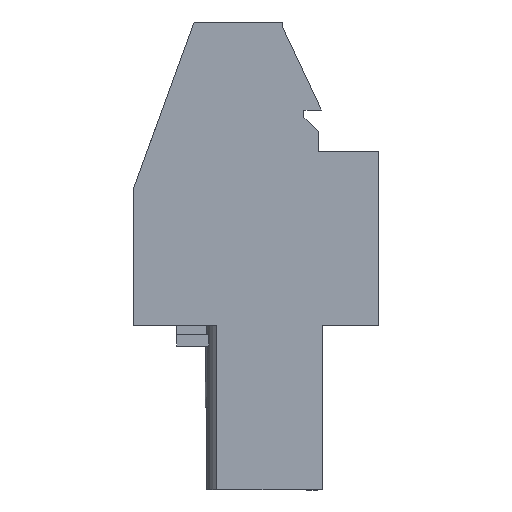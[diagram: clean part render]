
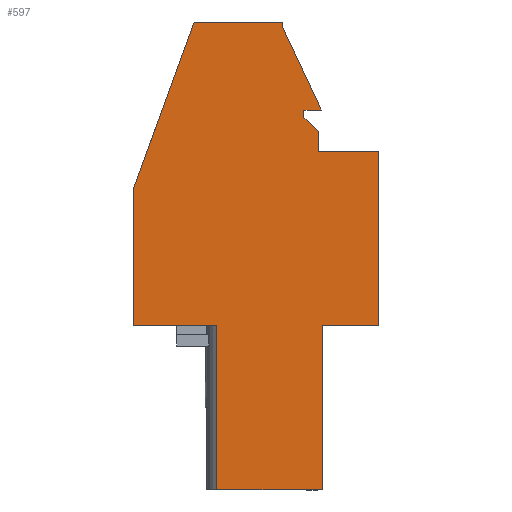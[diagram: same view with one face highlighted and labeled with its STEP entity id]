
A CAD part, left-side view. The second image highlights one B-rep face of the part: STEP entity #597.
In plain terms, the highlighted planar face has unit normal (-1, 0, 0).
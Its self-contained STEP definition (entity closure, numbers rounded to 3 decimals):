
#481=AXIS2_PLACEMENT_3D('Plane Axis2P3D',#478,#479,#480) ;
#49=CARTESIAN_POINT('Vertex',(0.,2.711,7.95)) ;
#52=CARTESIAN_POINT('Line Origine',(0.,2.711,3.975)) ;
#56=CARTESIAN_POINT('Vertex',(0.,2.711,0.)) ;
#107=CARTESIAN_POINT('Line Origine',(0.,1.356,7.95)) ;
#111=CARTESIAN_POINT('Vertex',(0.,0.,7.95)) ;
#478=CARTESIAN_POINT('Axis2P3D Location',(0.,12.132,0.)) ;
#483=CARTESIAN_POINT('Line Origine',(0.,5.261,0.)) ;
#487=CARTESIAN_POINT('Vertex',(0.,7.811,0.)) ;
#490=CARTESIAN_POINT('Line Origine',(0.,0.,12.15)) ;
#494=CARTESIAN_POINT('Vertex',(0.,0.,16.35)) ;
#497=CARTESIAN_POINT('Line Origine',(0.,1.45,16.35)) ;
#501=CARTESIAN_POINT('Vertex',(0.,2.9,16.35)) ;
#504=CARTESIAN_POINT('Line Origine',(0.,2.9,16.825)) ;
#508=CARTESIAN_POINT('Vertex',(0.,2.9,17.3)) ;
#511=CARTESIAN_POINT('Line Origine',(0.,3.25,17.65)) ;
#515=CARTESIAN_POINT('Vertex',(0.,3.6,18.)) ;
#518=CARTESIAN_POINT('Line Origine',(0.,3.6,18.175)) ;
#522=CARTESIAN_POINT('Vertex',(0.,3.6,18.35)) ;
#525=CARTESIAN_POINT('Line Origine',(0.,3.18,18.35)) ;
#529=CARTESIAN_POINT('Vertex',(0.,2.76,18.35)) ;
#532=CARTESIAN_POINT('Line Origine',(0.,3.704,20.375)) ;
#536=CARTESIAN_POINT('Vertex',(0.,4.649,22.4)) ;
#539=CARTESIAN_POINT('Line Origine',(0.,4.649,22.5)) ;
#543=CARTESIAN_POINT('Vertex',(0.,4.649,22.6)) ;
#546=CARTESIAN_POINT('Line Origine',(0.,6.778,22.6)) ;
#550=CARTESIAN_POINT('Vertex',(0.,8.908,22.6)) ;
#553=CARTESIAN_POINT('Line Origine',(0.,10.369,18.586)) ;
#557=CARTESIAN_POINT('Vertex',(0.,11.83,14.572)) ;
#560=CARTESIAN_POINT('Line Origine',(0.,11.83,11.261)) ;
#564=CARTESIAN_POINT('Vertex',(0.,11.83,7.95)) ;
#567=CARTESIAN_POINT('Line Origine',(0.,9.821,7.95)) ;
#571=CARTESIAN_POINT('Vertex',(0.,7.811,7.95)) ;
#574=CARTESIAN_POINT('Line Origine',(0.,7.811,3.975)) ;
#53=DIRECTION('Vector Direction',(0.,0.,1.)) ;
#108=DIRECTION('Vector Direction',(0.,1.,0.)) ;
#479=DIRECTION('Axis2P3D Direction',(-1.,0.,0.)) ;
#480=DIRECTION('Axis2P3D XDirection',(0.,-1.,0.)) ;
#484=DIRECTION('Vector Direction',(0.,1.,0.)) ;
#491=DIRECTION('Vector Direction',(0.,0.,1.)) ;
#498=DIRECTION('Vector Direction',(0.,1.,0.)) ;
#505=DIRECTION('Vector Direction',(0.,0.,1.)) ;
#512=DIRECTION('Vector Direction',(0.,0.707,0.707)) ;
#519=DIRECTION('Vector Direction',(0.,0.,1.)) ;
#526=DIRECTION('Vector Direction',(0.,-1.,0.)) ;
#533=DIRECTION('Vector Direction',(0.,0.423,0.906)) ;
#540=DIRECTION('Vector Direction',(0.,0.,1.)) ;
#547=DIRECTION('Vector Direction',(0.,1.,0.)) ;
#554=DIRECTION('Vector Direction',(0.,0.342,-0.94)) ;
#561=DIRECTION('Vector Direction',(0.,0.,1.)) ;
#568=DIRECTION('Vector Direction',(0.,-1.,0.)) ;
#575=DIRECTION('Vector Direction',(0.,0.,-1.)) ;
#54=VECTOR('Line Direction',#53,1.) ;
#109=VECTOR('Line Direction',#108,1.) ;
#485=VECTOR('Line Direction',#484,1.) ;
#492=VECTOR('Line Direction',#491,1.) ;
#499=VECTOR('Line Direction',#498,1.) ;
#506=VECTOR('Line Direction',#505,1.) ;
#513=VECTOR('Line Direction',#512,1.) ;
#520=VECTOR('Line Direction',#519,1.) ;
#527=VECTOR('Line Direction',#526,1.) ;
#534=VECTOR('Line Direction',#533,1.) ;
#541=VECTOR('Line Direction',#540,1.) ;
#548=VECTOR('Line Direction',#547,1.) ;
#555=VECTOR('Line Direction',#554,1.) ;
#562=VECTOR('Line Direction',#561,1.) ;
#569=VECTOR('Line Direction',#568,1.) ;
#576=VECTOR('Line Direction',#575,1.) ;
#580=ORIENTED_EDGE('',*,*,#489,.T.) ;
#581=ORIENTED_EDGE('',*,*,#58,.T.) ;
#582=ORIENTED_EDGE('',*,*,#113,.T.) ;
#583=ORIENTED_EDGE('',*,*,#496,.T.) ;
#584=ORIENTED_EDGE('',*,*,#503,.T.) ;
#585=ORIENTED_EDGE('',*,*,#510,.T.) ;
#586=ORIENTED_EDGE('',*,*,#517,.T.) ;
#587=ORIENTED_EDGE('',*,*,#524,.T.) ;
#588=ORIENTED_EDGE('',*,*,#531,.T.) ;
#589=ORIENTED_EDGE('',*,*,#538,.T.) ;
#590=ORIENTED_EDGE('',*,*,#545,.T.) ;
#591=ORIENTED_EDGE('',*,*,#552,.T.) ;
#592=ORIENTED_EDGE('',*,*,#559,.T.) ;
#593=ORIENTED_EDGE('',*,*,#566,.T.) ;
#594=ORIENTED_EDGE('',*,*,#573,.F.) ;
#595=ORIENTED_EDGE('',*,*,#578,.T.) ;
#597=ADVANCED_FACE('HOUSING',(#596),#482,.T.) ;
#58=EDGE_CURVE('',#57,#50,#55,.T.) ;
#113=EDGE_CURVE('',#50,#112,#110,.F.) ;
#489=EDGE_CURVE('',#488,#57,#486,.F.) ;
#496=EDGE_CURVE('',#112,#495,#493,.T.) ;
#503=EDGE_CURVE('',#495,#502,#500,.T.) ;
#510=EDGE_CURVE('',#502,#509,#507,.T.) ;
#517=EDGE_CURVE('',#509,#516,#514,.T.) ;
#524=EDGE_CURVE('',#516,#523,#521,.T.) ;
#531=EDGE_CURVE('',#523,#530,#528,.T.) ;
#538=EDGE_CURVE('',#530,#537,#535,.T.) ;
#545=EDGE_CURVE('',#537,#544,#542,.T.) ;
#552=EDGE_CURVE('',#544,#551,#549,.T.) ;
#559=EDGE_CURVE('',#551,#558,#556,.T.) ;
#566=EDGE_CURVE('',#558,#565,#563,.F.) ;
#573=EDGE_CURVE('',#572,#565,#570,.F.) ;
#578=EDGE_CURVE('',#572,#488,#577,.T.) ;
#579=EDGE_LOOP('',(#580,#581,#582,#583,#584,#585,#586,#587,#588,#589,#590,#591,#592,#593,#594,#595)) ;
#596=FACE_OUTER_BOUND('',#579,.T.) ;
#55=LINE('Line',#52,#54) ;
#110=LINE('Line',#107,#109) ;
#486=LINE('Line',#483,#485) ;
#493=LINE('Line',#490,#492) ;
#500=LINE('Line',#497,#499) ;
#507=LINE('Line',#504,#506) ;
#514=LINE('Line',#511,#513) ;
#521=LINE('Line',#518,#520) ;
#528=LINE('Line',#525,#527) ;
#535=LINE('Line',#532,#534) ;
#542=LINE('Line',#539,#541) ;
#549=LINE('Line',#546,#548) ;
#556=LINE('Line',#553,#555) ;
#563=LINE('Line',#560,#562) ;
#570=LINE('Line',#567,#569) ;
#577=LINE('Line',#574,#576) ;
#482=PLANE('',#481) ;
#50=VERTEX_POINT('',#49) ;
#57=VERTEX_POINT('',#56) ;
#112=VERTEX_POINT('',#111) ;
#488=VERTEX_POINT('',#487) ;
#495=VERTEX_POINT('',#494) ;
#502=VERTEX_POINT('',#501) ;
#509=VERTEX_POINT('',#508) ;
#516=VERTEX_POINT('',#515) ;
#523=VERTEX_POINT('',#522) ;
#530=VERTEX_POINT('',#529) ;
#537=VERTEX_POINT('',#536) ;
#544=VERTEX_POINT('',#543) ;
#551=VERTEX_POINT('',#550) ;
#558=VERTEX_POINT('',#557) ;
#565=VERTEX_POINT('',#564) ;
#572=VERTEX_POINT('',#571) ;
